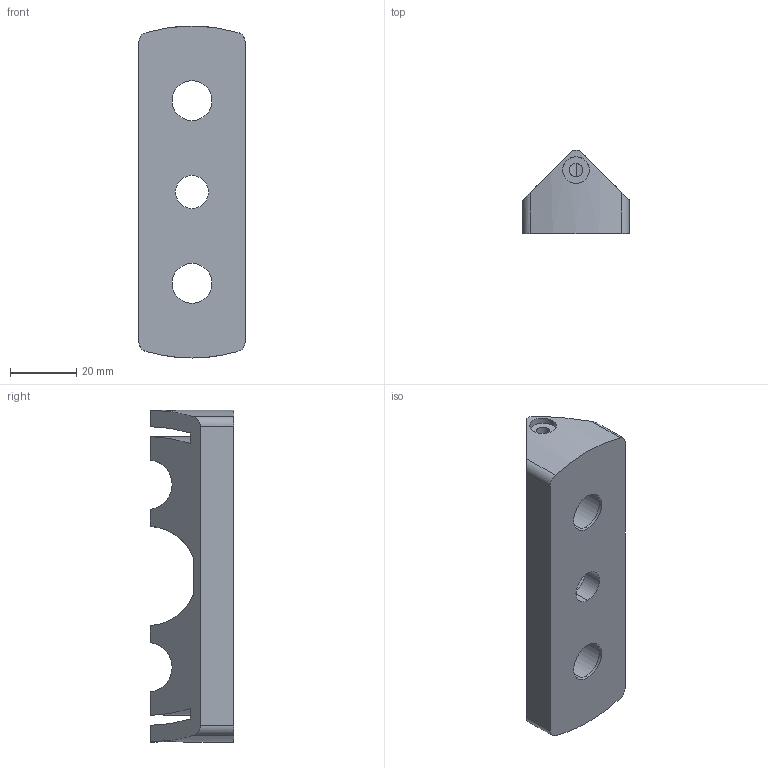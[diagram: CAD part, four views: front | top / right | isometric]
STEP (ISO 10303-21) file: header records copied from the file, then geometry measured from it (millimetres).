
FILE_DESCRIPTION (( 'STEP AP214' ), '1' );
FILE_NAME ('OA-Y40-P11-00.STEP', '2018-10-14T12:31:07', ( '' ), ( '' ), 'SwSTEP 2.0', 'SolidWorks 2014', '' );
FILE_SCHEMA (( 'AUTOMOTIVE_DESIGN' ));
Length unit declared in the file: millimetre
Products named in the file (1): OA-Y40-P11-00
Bounding box: 32 x 25 x 100 mm (x, y, z)
Volume: 40202.9 mm3; surface area: 13434.9 mm2
Topology: 1 solids, 1 shells, 77 faces, 221 edges, 146 vertices
Faces by surface type: plane 39, cylinder 38
Entity records: 2915 total; most frequent: CARTESIAN_POINT 903, ORIENTED_EDGE 442, DIRECTION 391, EDGE_CURVE 221, VERTEX_POINT 146, AXIS2_PLACEMENT_3D 142, VECTOR 107, LINE 107
